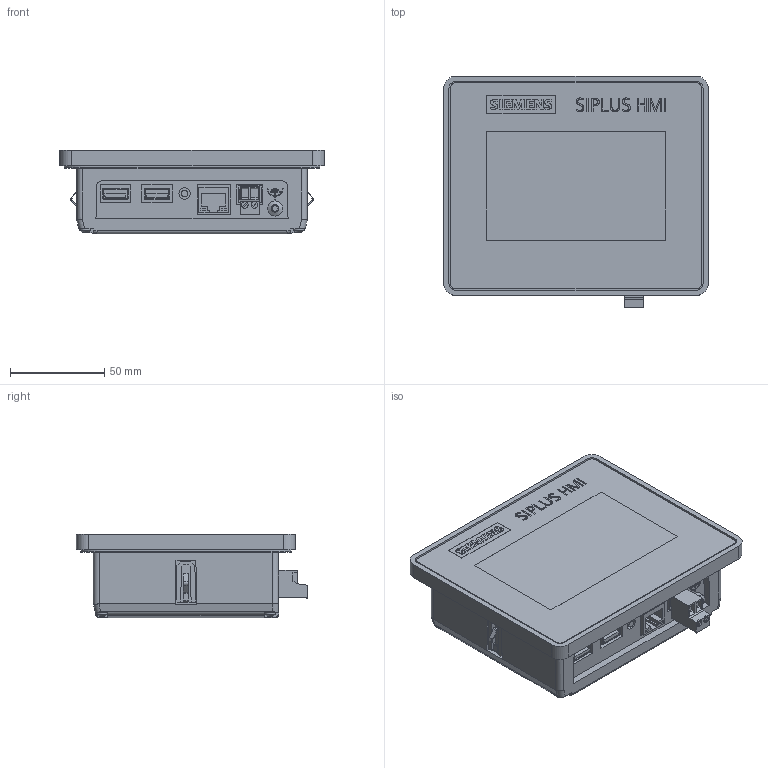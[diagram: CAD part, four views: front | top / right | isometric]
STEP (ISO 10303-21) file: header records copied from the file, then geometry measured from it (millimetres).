
FILE_DESCRIPTION(/* description */ (''),/* implementation_level */ '2;1');
FILE_NAME(/* name */ '6AG1123-3DB32-2AW0_3d.stp',/* time_stamp */ '2025-04-18T04:22:55+02:00',/* author */ (''),/* organization */ (''),/* preprocessor_version */ 'ST-DEVELOPER v18.102',/* originating_system */ 'SIEMENS PLM Software NX 2023',/* authorisation */ '');
FILE_SCHEMA (('AUTOMOTIVE_DESIGN { 1 0 10303 214 3 1 1 1 }'));
Products named in the file (4): A5E42332630A_003; A5E54527877A_001; A5E52544992A_001; A5E54527872A_001
Assembly tree (3 placements, depth 2):
  A5E54527872A_001
    A5E52544992A_001
    A5E54527877A_001
    A5E42332630A_003
Bounding box: 140 x 122.44 x 44.45 mm (x, y, z)
Volume: 546701.2 mm3; surface area: 66608.7 mm2
Topology: 118 solids, 118 shells, 1746 faces, 4300 edges, 2843 vertices
Faces by surface type: plane 1315, extrusion 242, cylinder 164, torus 12, bspline 8, cone 5
Full cylindrical faces by diameter (mm): 1.4 x2, 2.8 x4, 3.5 x3, 4.4 x1, 4.6 x1, 5.6 x4, 6 x1, 8 x1
Entity records: 63426 total; most frequent: CARTESIAN_POINT 19645, ORIENTED_EDGE 8512, DIRECTION 6370, EDGE_CURVE 4256, VERTEX_POINT 2836, VECTOR 2650, LINE 2408, EDGE_LOOP 1926
